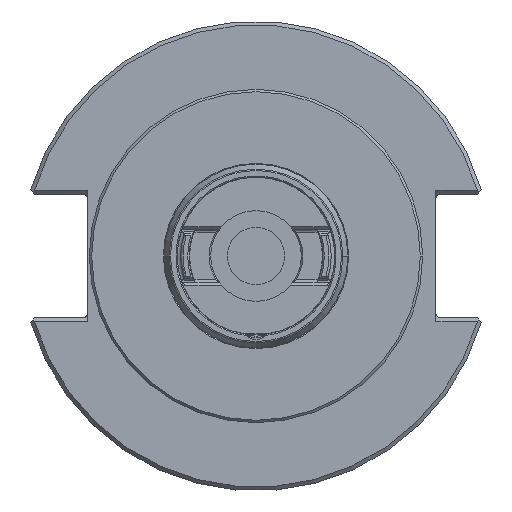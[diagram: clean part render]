
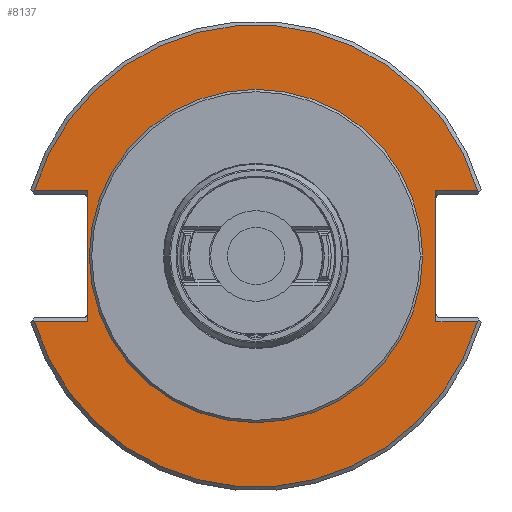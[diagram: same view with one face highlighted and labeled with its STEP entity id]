
A CAD part, front view. The second image highlights one B-rep face of the part: STEP entity #8137.
In plain terms, the highlighted planar face has unit normal (0, -1, 0).
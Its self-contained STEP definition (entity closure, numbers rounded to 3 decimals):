
#2695=DIRECTION('',(0.,0.,-1.));
#2696=VECTOR('',#2695,27.51);
#2697=CARTESIAN_POINT('',(37.7,14.45,13.755));
#2698=LINE('',#2697,#2696);
#2699=DIRECTION('',(0.,0.,-1.));
#2700=VECTOR('',#2699,27.51);
#2701=CARTESIAN_POINT('',(-35.3,14.45,13.755));
#2702=LINE('',#2701,#2700);
#2703=CARTESIAN_POINT('',(0.,14.45,0.));
#2704=DIRECTION('',(0.,-1.,0.));
#2705=DIRECTION('',(-1.,0.,0.));
#2706=AXIS2_PLACEMENT_3D('',#2703,#2704,#2705);
#2708=CARTESIAN_POINT('',(0.,14.45,0.));
#2709=DIRECTION('',(0.,-1.,0.));
#2710=DIRECTION('',(1.,0.,0.));
#2711=AXIS2_PLACEMENT_3D('',#2708,#2709,#2710);
#2728=DIRECTION('',(1.,0.,0.));
#2729=VECTOR('',#2728,11.115);
#2730=CARTESIAN_POINT('',(-46.415,14.45,13.753));
#2731=LINE('',#2730,#2729);
#3009=DIRECTION('',(-1.,0.,0.));
#3010=VECTOR('',#3009,11.115);
#3011=CARTESIAN_POINT('',(-35.3,14.45,-13.755));
#3012=LINE('',#3011,#3010);
#3025=CARTESIAN_POINT('',(0.,14.45,0.));
#3026=DIRECTION('',(0.,-1.,0.));
#3027=DIRECTION('',(-0.959,0.,-0.284));
#3028=AXIS2_PLACEMENT_3D('',#3025,#3026,#3027);
#3115=DIRECTION('',(1.,0.,0.));
#3116=VECTOR('',#3115,8.715);
#3117=CARTESIAN_POINT('',(37.7,14.45,-13.755));
#3118=LINE('',#3117,#3116);
#3530=DIRECTION('',(-1.,0.,0.));
#3531=VECTOR('',#3530,8.715);
#3532=CARTESIAN_POINT('',(46.415,14.45,13.753));
#3533=LINE('',#3532,#3531);
#3546=CARTESIAN_POINT('',(0.,14.45,0.));
#3547=DIRECTION('',(0.,-1.,0.));
#3548=DIRECTION('',(0.959,0.,0.284));
#3549=AXIS2_PLACEMENT_3D('',#3546,#3547,#3548);
#3987=CARTESIAN_POINT('',(-34.925,14.45,0.));
#3988=CARTESIAN_POINT('',(34.925,14.45,0.));
#3989=VERTEX_POINT('',#3987);
#3990=VERTEX_POINT('',#3988);
#4039=CARTESIAN_POINT('',(37.7,14.45,-13.755));
#4040=CARTESIAN_POINT('',(46.415,14.45,-13.753));
#4041=VERTEX_POINT('',#4039);
#4042=VERTEX_POINT('',#4040);
#4043=CARTESIAN_POINT('',(-35.3,14.45,-13.755));
#4044=CARTESIAN_POINT('',(-46.415,14.45,-13.753));
#4045=VERTEX_POINT('',#4043);
#4046=VERTEX_POINT('',#4044);
#4055=CARTESIAN_POINT('',(-46.415,14.45,13.753));
#4056=CARTESIAN_POINT('',(-35.3,14.45,13.755));
#4057=VERTEX_POINT('',#4055);
#4058=VERTEX_POINT('',#4056);
#4059=CARTESIAN_POINT('',(46.415,14.45,13.753));
#4060=CARTESIAN_POINT('',(37.7,14.45,13.755));
#4061=VERTEX_POINT('',#4059);
#4062=VERTEX_POINT('',#4060);
#8109=CARTESIAN_POINT('',(0.,14.45,0.));
#8110=DIRECTION('',(0.,-1.,0.));
#8111=DIRECTION('',(-1.,0.,0.));
#8112=AXIS2_PLACEMENT_3D('',#8109,#8110,#8111);
#8113=PLANE('',#8112);
#8115=ORIENTED_EDGE('',*,*,#8114,.F.);
#8117=ORIENTED_EDGE('',*,*,#8116,.F.);
#8119=ORIENTED_EDGE('',*,*,#8118,.T.);
#8121=ORIENTED_EDGE('',*,*,#8120,.T.);
#8123=ORIENTED_EDGE('',*,*,#8122,.T.);
#8125=ORIENTED_EDGE('',*,*,#8124,.F.);
#8127=ORIENTED_EDGE('',*,*,#8126,.F.);
#8129=ORIENTED_EDGE('',*,*,#8128,.F.);
#8130=EDGE_LOOP('',(#8115,#8117,#8119,#8121,#8123,#8125,#8127,#8129));
#8131=FACE_OUTER_BOUND('',#8130,.F.);
#8133=ORIENTED_EDGE('',*,*,#8132,.T.);
#8134=ORIENTED_EDGE('',*,*,#8099,.T.);
#8135=EDGE_LOOP('',(#8133,#8134));
#8136=FACE_BOUND('',#8135,.F.);
#8137=ADVANCED_FACE('',(#8131,#8136),#8113,.T.);
#2707=CIRCLE('',#2706,34.925);
#2712=CIRCLE('',#2711,34.925);
#3029=CIRCLE('',#3028,48.41);
#3550=CIRCLE('',#3549,48.41);
#8099=EDGE_CURVE('',#3990,#3989,#2712,.T.);
#8114=EDGE_CURVE('',#4057,#4058,#2731,.T.);
#8116=EDGE_CURVE('',#4061,#4057,#3550,.T.);
#8118=EDGE_CURVE('',#4061,#4062,#3533,.T.);
#8120=EDGE_CURVE('',#4062,#4041,#2698,.T.);
#8122=EDGE_CURVE('',#4041,#4042,#3118,.T.);
#8124=EDGE_CURVE('',#4046,#4042,#3029,.T.);
#8126=EDGE_CURVE('',#4045,#4046,#3012,.T.);
#8128=EDGE_CURVE('',#4058,#4045,#2702,.T.);
#8132=EDGE_CURVE('',#3989,#3990,#2707,.T.);
